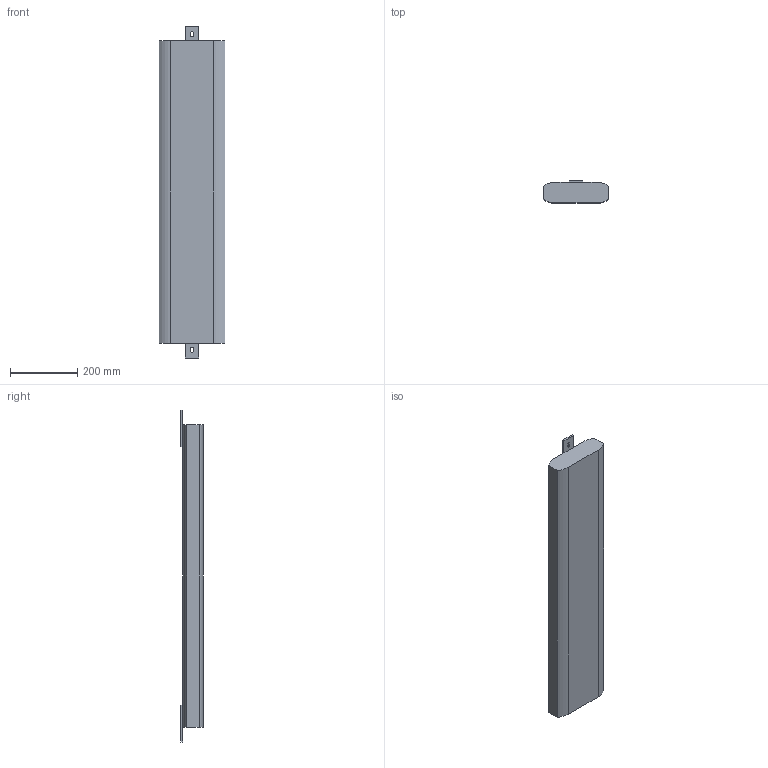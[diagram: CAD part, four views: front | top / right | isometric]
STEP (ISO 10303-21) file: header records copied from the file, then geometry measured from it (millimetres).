
FILE_DESCRIPTION (( 'STEP AP214' ), '1' );
FILE_NAME ('6530461', '2019-01-31T12:11:15', ( '' ), ('JUGARD+KÜNSTNER GmbH'), 'SwSTEP 2.0', 'SolidWorks 2017', '' );
FILE_SCHEMA (( 'AUTOMOTIVE_DESIGN' ));
Length unit declared in the file: millimetre
Products named in the file (1): 6530461_CNAJF00
Bounding box: 195 x 66.5 x 988 mm (x, y, z)
Volume: 10356076.5 mm3; surface area: 461239.1 mm2
Topology: 1 solids, 1 shells, 52 faces, 126 edges, 80 vertices
Faces by surface type: plane 26, cylinder 18, cone 8
Entity records: 1582 total; most frequent: DIRECTION 276, CARTESIAN_POINT 259, ORIENTED_EDGE 252, EDGE_CURVE 126, AXIS2_PLACEMENT_3D 97, VECTOR 82, LINE 82, VERTEX_POINT 80
